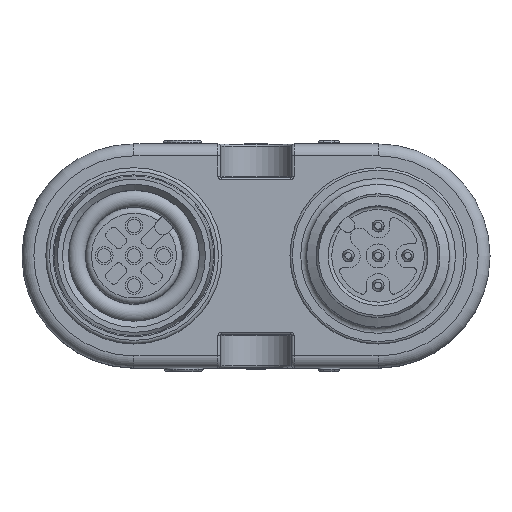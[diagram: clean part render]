
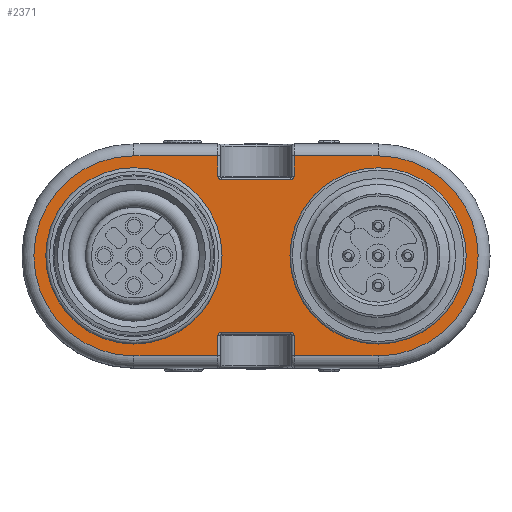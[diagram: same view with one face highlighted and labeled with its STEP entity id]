
A CAD part, top view. The second image highlights one B-rep face of the part: STEP entity #2371.
In plain terms, the highlighted planar face has unit normal (0, 0, 1).
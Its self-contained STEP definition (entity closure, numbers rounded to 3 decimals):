
#865=PLANE('',#9863);
#1100=LINE('',#13985,#1728);
#1101=LINE('',#13988,#1729);
#1102=LINE('',#13992,#1730);
#1103=LINE('',#13996,#1731);
#1104=LINE('',#13998,#1732);
#1105=LINE('',#14002,#1733);
#1106=LINE('',#14004,#1734);
#1107=LINE('',#14008,#1735);
#1108=LINE('',#14012,#1736);
#1109=LINE('',#14014,#1737);
#1728=VECTOR('',#11025,1.);
#1729=VECTOR('',#11026,1.);
#1730=VECTOR('',#11029,1.);
#1731=VECTOR('',#11032,1.);
#1732=VECTOR('',#11033,1.);
#1733=VECTOR('',#11036,1.);
#1734=VECTOR('',#11037,1.);
#1735=VECTOR('',#11040,1.);
#1736=VECTOR('',#11043,1.);
#1737=VECTOR('',#11044,1.);
#2371=ADVANCED_FACE('',(#3192,#3193,#3194),#865,.F.);
#3192=FACE_BOUND('',#3460,.T.);
#3193=FACE_BOUND('',#3461,.T.);
#3194=FACE_BOUND('',#3462,.T.);
#3460=EDGE_LOOP('',(#4225));
#3461=EDGE_LOOP('',(#4226,#4227,#4228,#4229,#4230,#4231,#4232,#4233,#4234,
#4235,#4236,#4237,#4238,#4239,#4240,#4241));
#3462=EDGE_LOOP('',(#4242));
#4225=ORIENTED_EDGE('',*,*,#7873,.F.);
#4226=ORIENTED_EDGE('',*,*,#7874,.T.);
#4227=ORIENTED_EDGE('',*,*,#7875,.T.);
#4228=ORIENTED_EDGE('',*,*,#7876,.T.);
#4229=ORIENTED_EDGE('',*,*,#7877,.T.);
#4230=ORIENTED_EDGE('',*,*,#7878,.T.);
#4231=ORIENTED_EDGE('',*,*,#7879,.T.);
#4232=ORIENTED_EDGE('',*,*,#7880,.T.);
#4233=ORIENTED_EDGE('',*,*,#7881,.T.);
#4234=ORIENTED_EDGE('',*,*,#7882,.T.);
#4235=ORIENTED_EDGE('',*,*,#7883,.T.);
#4236=ORIENTED_EDGE('',*,*,#7884,.T.);
#4237=ORIENTED_EDGE('',*,*,#7885,.T.);
#4238=ORIENTED_EDGE('',*,*,#7886,.T.);
#4239=ORIENTED_EDGE('',*,*,#7887,.T.);
#4240=ORIENTED_EDGE('',*,*,#7888,.T.);
#4241=ORIENTED_EDGE('',*,*,#7889,.T.);
#4242=ORIENTED_EDGE('',*,*,#7890,.T.);
#6971=VERTEX_POINT('',#13984);
#6972=VERTEX_POINT('',#13986);
#6973=VERTEX_POINT('',#13987);
#6974=VERTEX_POINT('',#13989);
#6975=VERTEX_POINT('',#13991);
#6976=VERTEX_POINT('',#13993);
#6977=VERTEX_POINT('',#13995);
#6978=VERTEX_POINT('',#13997);
#6979=VERTEX_POINT('',#13999);
#6980=VERTEX_POINT('',#14001);
#6981=VERTEX_POINT('',#14003);
#6982=VERTEX_POINT('',#14005);
#6983=VERTEX_POINT('',#14007);
#6984=VERTEX_POINT('',#14009);
#6985=VERTEX_POINT('',#14011);
#6986=VERTEX_POINT('',#14013);
#6987=VERTEX_POINT('',#14015);
#6988=VERTEX_POINT('',#14018);
#7873=EDGE_CURVE('',#6971,#6971,#9246,.T.);
#7874=EDGE_CURVE('',#6972,#6973,#1100,.T.);
#7875=EDGE_CURVE('',#6973,#6974,#1101,.T.);
#7876=EDGE_CURVE('',#6974,#6975,#9247,.T.);
#7877=EDGE_CURVE('',#6975,#6976,#1102,.T.);
#7878=EDGE_CURVE('',#6976,#6977,#9248,.T.);
#7879=EDGE_CURVE('',#6977,#6978,#1103,.T.);
#7880=EDGE_CURVE('',#6978,#6979,#1104,.T.);
#7881=EDGE_CURVE('',#6979,#6980,#9249,.T.);
#7882=EDGE_CURVE('',#6980,#6981,#1105,.T.);
#7883=EDGE_CURVE('',#6981,#6982,#1106,.T.);
#7884=EDGE_CURVE('',#6982,#6983,#9250,.T.);
#7885=EDGE_CURVE('',#6983,#6984,#1107,.T.);
#7886=EDGE_CURVE('',#6984,#6985,#9251,.T.);
#7887=EDGE_CURVE('',#6985,#6986,#1108,.T.);
#7888=EDGE_CURVE('',#6986,#6987,#1109,.T.);
#7889=EDGE_CURVE('',#6987,#6972,#9252,.T.);
#7890=EDGE_CURVE('',#6988,#6988,#9253,.T.);
#9246=CIRCLE('',#9855,7.4);
#9247=CIRCLE('',#9856,0.3);
#9248=CIRCLE('',#9857,0.3);
#9249=CIRCLE('',#9858,8.4);
#9250=CIRCLE('',#9859,0.3);
#9251=CIRCLE('',#9860,0.3);
#9252=CIRCLE('',#9861,8.4);
#9253=CIRCLE('',#9862,7.4);
#9855=AXIS2_PLACEMENT_3D('',#13983,#11023,#11024);
#9856=AXIS2_PLACEMENT_3D('',#13990,#11027,#11028);
#9857=AXIS2_PLACEMENT_3D('',#13994,#11030,#11031);
#9858=AXIS2_PLACEMENT_3D('',#14000,#11034,#11035);
#9859=AXIS2_PLACEMENT_3D('',#14006,#11038,#11039);
#9860=AXIS2_PLACEMENT_3D('',#14010,#11041,#11042);
#9861=AXIS2_PLACEMENT_3D('',#14016,#11045,#11046);
#9862=AXIS2_PLACEMENT_3D('',#14017,#11047,#11048);
#9863=AXIS2_PLACEMENT_3D('',#14019,#11049,#11050);
#11023=DIRECTION('',(0.,0.,1.));
#11024=DIRECTION('',(-1.,0.,0.));
#11025=DIRECTION('',(-1.,0.,0.));
#11026=DIRECTION('',(0.,-1.,0.));
#11027=DIRECTION('',(0.,0.,-1.));
#11028=DIRECTION('',(-1.,0.,0.));
#11029=DIRECTION('',(-1.,0.,0.));
#11030=DIRECTION('',(0.,0.,-1.));
#11031=DIRECTION('',(-1.,0.,0.));
#11032=DIRECTION('',(0.,1.,0.));
#11033=DIRECTION('',(-1.,0.,0.));
#11034=DIRECTION('',(0.,0.,1.));
#11035=DIRECTION('',(-1.,0.,0.));
#11036=DIRECTION('',(1.,0.,0.));
#11037=DIRECTION('',(0.,1.,0.));
#11038=DIRECTION('',(0.,0.,-1.));
#11039=DIRECTION('',(-1.,0.,0.));
#11040=DIRECTION('',(1.,0.,0.));
#11041=DIRECTION('',(0.,0.,-1.));
#11042=DIRECTION('',(-1.,0.,0.));
#11043=DIRECTION('',(0.,-1.,0.));
#11044=DIRECTION('',(1.,0.,0.));
#11045=DIRECTION('',(0.,0.,1.));
#11046=DIRECTION('',(-1.,0.,0.));
#11047=DIRECTION('',(0.,0.,-1.));
#11048=DIRECTION('',(-1.,0.,0.));
#11049=DIRECTION('',(0.,0.,-1.));
#11050=DIRECTION('',(-1.,0.,0.));
#13983=CARTESIAN_POINT('',(90.5,79.4,15.));
#13984=CARTESIAN_POINT('',(83.1,79.4,15.));
#13985=CARTESIAN_POINT('',(70.,87.8,15.));
#13986=CARTESIAN_POINT('',(90.5,87.8,15.));
#13987=CARTESIAN_POINT('',(83.45,87.8,15.));
#13988=CARTESIAN_POINT('',(83.45,86.1,15.));
#13989=CARTESIAN_POINT('',(83.45,86.1,15.));
#13990=CARTESIAN_POINT('',(83.15,86.1,15.));
#13991=CARTESIAN_POINT('',(83.15,85.8,15.));
#13992=CARTESIAN_POINT('',(90.5,85.8,15.));
#13993=CARTESIAN_POINT('',(77.35,85.8,15.));
#13994=CARTESIAN_POINT('',(77.35,86.1,15.));
#13995=CARTESIAN_POINT('',(77.05,86.1,15.));
#13996=CARTESIAN_POINT('',(77.05,87.8,15.));
#13997=CARTESIAN_POINT('',(77.05,87.8,15.));
#13998=CARTESIAN_POINT('',(70.,87.8,15.));
#13999=CARTESIAN_POINT('',(70.,87.8,15.));
#14000=CARTESIAN_POINT('',(70.,79.4,15.));
#14001=CARTESIAN_POINT('',(70.,71.,15.));
#14002=CARTESIAN_POINT('',(90.5,71.,15.));
#14003=CARTESIAN_POINT('',(77.05,71.,15.));
#14004=CARTESIAN_POINT('',(77.05,72.7,15.));
#14005=CARTESIAN_POINT('',(77.05,72.7,15.));
#14006=CARTESIAN_POINT('',(77.35,72.7,15.));
#14007=CARTESIAN_POINT('',(77.35,73.,15.));
#14008=CARTESIAN_POINT('',(90.5,73.,15.));
#14009=CARTESIAN_POINT('',(83.15,73.,15.));
#14010=CARTESIAN_POINT('',(83.15,72.7,15.));
#14011=CARTESIAN_POINT('',(83.45,72.7,15.));
#14012=CARTESIAN_POINT('',(83.45,71.,15.));
#14013=CARTESIAN_POINT('',(83.45,71.,15.));
#14014=CARTESIAN_POINT('',(90.5,71.,15.));
#14015=CARTESIAN_POINT('',(90.5,71.,15.));
#14016=CARTESIAN_POINT('',(90.5,79.4,15.));
#14017=CARTESIAN_POINT('',(70.,79.4,15.));
#14018=CARTESIAN_POINT('',(62.6,79.4,15.));
#14019=CARTESIAN_POINT('',(90.5,79.4,15.));
